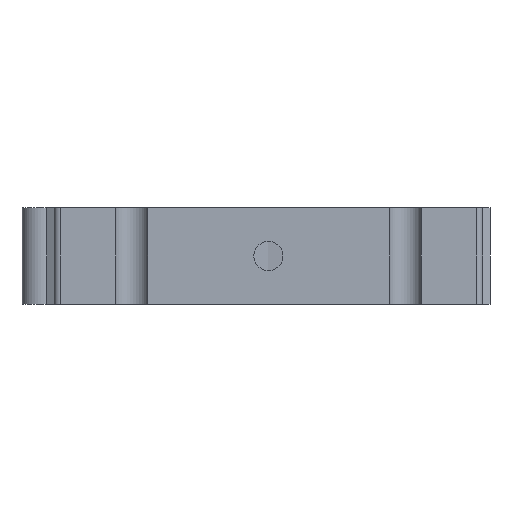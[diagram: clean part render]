
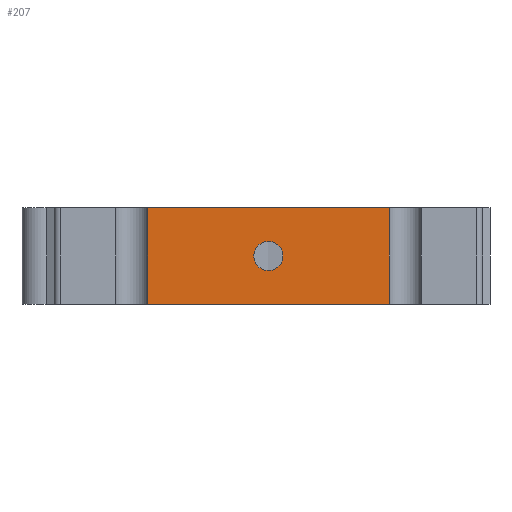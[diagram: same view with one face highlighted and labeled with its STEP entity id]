
A CAD part, front view. The second image highlights one B-rep face of the part: STEP entity #207.
In plain terms, the highlighted planar face has unit normal (0, -1, 0).
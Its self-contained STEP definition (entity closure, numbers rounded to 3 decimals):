
#207 = ADVANCED_FACE( '', ( #476, #477 ), #478, .F. );
#476 = FACE_BOUND( '', #805, .T. );
#477 = FACE_OUTER_BOUND( '', #806, .T. );
#478 = PLANE( '', #807 );
#805 = EDGE_LOOP( '', ( #1350 ) );
#806 = EDGE_LOOP( '', ( #1351, #1352, #1353, #1354 ) );
#807 = AXIS2_PLACEMENT_3D( '', #1355, #1356, #1357 );
#1350 = ORIENTED_EDGE( '', *, *, #2213, .F. );
#1351 = ORIENTED_EDGE( '', *, *, #2214, .T. );
#1352 = ORIENTED_EDGE( '', *, *, #2196, .F. );
#1353 = ORIENTED_EDGE( '', *, *, #2215, .F. );
#1354 = ORIENTED_EDGE( '', *, *, #2216, .T. );
#1355 = CARTESIAN_POINT( '', ( -35.17, -65., 14. ) );
#1356 = DIRECTION( '', ( 0., 1., 0. ) );
#1357 = DIRECTION( '', ( 0., 0., 1. ) );
#2196 = EDGE_CURVE( '', #2720, #2716, #2722, .T. );
#2213 = EDGE_CURVE( '', #2745, #2745, #2746, .T. );
#2214 = EDGE_CURVE( '', #2747, #2716, #2748, .T. );
#2215 = EDGE_CURVE( '', #2749, #2720, #2750, .T. );
#2216 = EDGE_CURVE( '', #2749, #2747, #2751, .T. );
#2716 = VERTEX_POINT( '', #3624 );
#2720 = VERTEX_POINT( '', #3629 );
#2722 = LINE( '', #3631, #3632 );
#2745 = VERTEX_POINT( '', #3662 );
#2746 = CIRCLE( '', #3663, 4.25 );
#2747 = VERTEX_POINT( '', #3664 );
#2748 = LINE( '', #3665, #3666 );
#2749 = VERTEX_POINT( '', #3667 );
#2750 = LINE( '', #3668, #3669 );
#2751 = LINE( '', #3670, #3671 );
#3624 = CARTESIAN_POINT( '', ( 35.17, -65., -14. ) );
#3629 = CARTESIAN_POINT( '', ( 35.17, -65., 14. ) );
#3631 = CARTESIAN_POINT( '', ( 35.17, -65., 14. ) );
#3632 = VECTOR( '', #4266, 1000. );
#3662 = CARTESIAN_POINT( '', ( 0., -65., -4.25 ) );
#3663 = AXIS2_PLACEMENT_3D( '', #4283, #4284, #4285 );
#3664 = CARTESIAN_POINT( '', ( -35.17, -65., -14. ) );
#3665 = CARTESIAN_POINT( '', ( -35.17, -65., -14. ) );
#3666 = VECTOR( '', #4286, 1000. );
#3667 = CARTESIAN_POINT( '', ( -35.17, -65., 14. ) );
#3668 = CARTESIAN_POINT( '', ( -35.17, -65., 14. ) );
#3669 = VECTOR( '', #4287, 1000. );
#3670 = CARTESIAN_POINT( '', ( -35.17, -65., 14. ) );
#3671 = VECTOR( '', #4288, 1000. );
#4266 = DIRECTION( '', ( 0., 0., -1. ) );
#4283 = CARTESIAN_POINT( '', ( 0., -65., 0. ) );
#4284 = DIRECTION( '', ( 0., -1., 0. ) );
#4285 = DIRECTION( '', ( 0., 0., -1. ) );
#4286 = DIRECTION( '', ( 1., 0., 0. ) );
#4287 = DIRECTION( '', ( 1., 0., 0. ) );
#4288 = DIRECTION( '', ( 0., 0., -1. ) );
